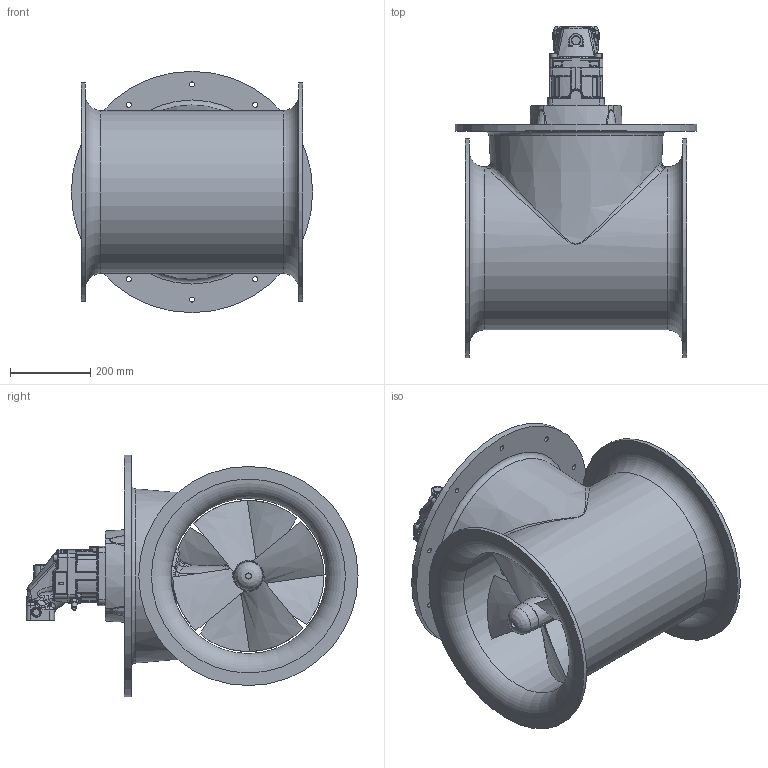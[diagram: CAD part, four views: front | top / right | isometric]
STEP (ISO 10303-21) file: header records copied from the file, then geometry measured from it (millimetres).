
FILE_DESCRIPTION(/* description */ (''),/* implementation_level */ '2;1');
FILE_NAME(/* name */ 'SH550-386TC-BA60.stp',/* time_stamp */ '2015-12-11T13:28:38+01:00',/* author */ ('elvira'),/* organization */ (''),/* preprocessor_version */ 'ST-DEVELOPER v15.6',/* originating_system */ 'Autodesk Inventor 2015',/* authorisation */ '');
FILE_SCHEMA (('AUTOMOTIVE_DESIGN { 1 0 10303 214 3 1 1 }'));
Products named in the file (1): SM-118201
Bounding box: 600 x 825.5 x 600 mm (x, y, z)
Volume: 31008105.9 mm3; surface area: 3166912.8 mm2
Topology: 1 solids, 1 shells, 1405 faces, 3554 edges, 2215 vertices
Faces by surface type: bspline 595, plane 441, cylinder 256, torus 44, sphere 39, cone 30
Full cylindrical faces by diameter (mm): 9.8 x1, 10 x4, 12 x1, 12.5 x10, 15 x2, 16 x6, 18 x4, 19 x1, 22.22 x1, 23 x1, 24 x1, 25 x2, 54 x2, 70 x2, 80 x1, 85 x1, 104 x1, 386 x1, 405 x1, 545 x2, 600 x1
Entity records: 72674 total; most frequent: CARTESIAN_POINT 42176, ORIENTED_EDGE 6850, DIRECTION 4530, EDGE_CURVE 3425, VERTEX_POINT 2179, AXIS2_PLACEMENT_3D 1620, EDGE_LOOP 1598, FACE_OUTER_BOUND 1405
